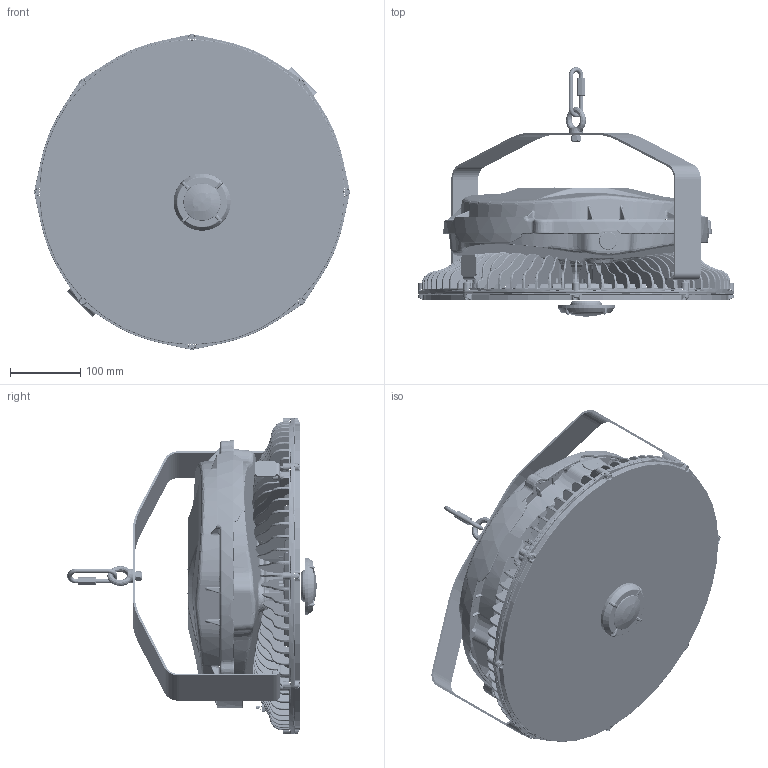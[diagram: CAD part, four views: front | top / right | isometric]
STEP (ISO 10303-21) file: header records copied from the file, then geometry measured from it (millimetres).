
FILE_DESCRIPTION((''),'2;1');
FILE_NAME('8M7MX2XHHNNGN_SW0001','2019-05-22T',('gatsonnb'),(''),'PRO/ENGINEER BY PARAMETRIC TECHNOLOGY CORPORATION, 2014000','PRO/ENGINEER BY PARAMETRIC TECHNOLOGY CORPORATION, 2014000','');
FILE_SCHEMA(('CONFIG_CONTROL_DESIGN'));
Products named in the file (1): 8M7MX2XHHNNGN_SW0001
Bounding box: 448.91 x 354.45 x 448.91 mm (x, y, z)
Surface area: 1559237.8 mm2 (no closed solid volume)
Topology: 0 solids, 130 shells, 5639 faces, 18568 edges, 12584 vertices
Faces by surface type: bspline 2425, plane 905, torus 870, cylinder 769, cone 617, revolution 37, sphere 16
Entity records: 390734 total; most frequent: CARTESIAN_POINT 260030, ORIENTED_EDGE 28641, DIRECTION 20415, EDGE_CURVE 18554, VERTEX_POINT 12584, B_SPLINE_CURVE_WITH_KNOTS 10236, AXIS2_PLACEMENT_3D 8846, CIRCLE 5669
